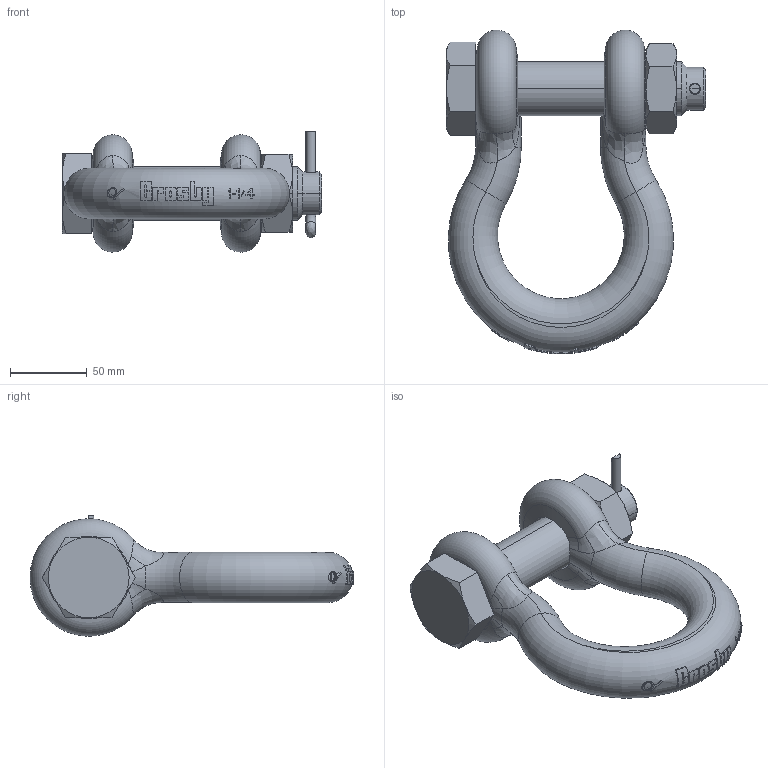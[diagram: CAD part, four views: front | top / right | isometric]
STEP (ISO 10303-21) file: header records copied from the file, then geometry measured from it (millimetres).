
FILE_DESCRIPTION((''),'2;1');
FILE_NAME('CROSBY_2130_125','2005-01-21T',('ADoughty'),('The Crosby Group, Inc.'),'PRO/ENGINEER BY PARAMETRIC TECHNOLOGY CORPORATION, 2004090','PRO/ENGINEER BY PARAMETRIC TECHNOLOGY CORPORATION, 2004090','');
FILE_SCHEMA(('CONFIG_CONTROL_DESIGN'));
Length unit declared in the file: inch
Products named in the file (1): CROSBY_2130_125
Bounding box: 168.28 x 210.3 x 78.08 mm (x, y, z)
Volume: 618110.4 mm3; surface area: 92295.9 mm2
Topology: 2 solids, 2 shells, 252 faces, 667 edges, 434 vertices
Faces by surface type: plane 112, cylinder 68, torus 29, bspline 25, cone 18
Entity records: 10513 total; most frequent: CARTESIAN_POINT 4768, ORIENTED_EDGE 1334, DIRECTION 984, EDGE_CURVE 667, VERTEX_POINT 434, AXIS2_PLACEMENT_3D 400, B_SPLINE_CURVE_WITH_KNOTS 310, EDGE_LOOP 273
